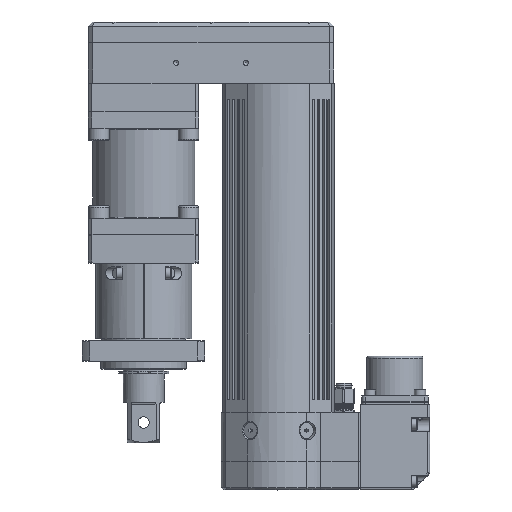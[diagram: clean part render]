
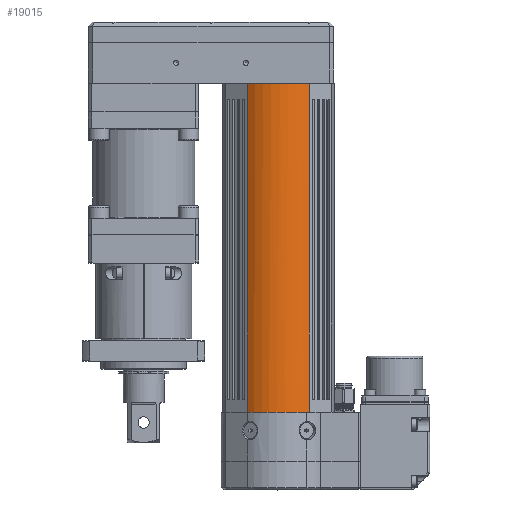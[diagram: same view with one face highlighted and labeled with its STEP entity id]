
A CAD part, top view. The second image highlights one B-rep face of the part: STEP entity #19015.
In plain terms, the highlighted cylindrical face has radius 24.5 mm (diameter 49 mm), a partial arc.
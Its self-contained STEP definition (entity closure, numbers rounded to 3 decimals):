
#2104=FACE_OUTER_BOUND('',#3301,.T.);
#3301=EDGE_LOOP('',(#15844,#15845,#15846,#15847,#15848,#15849));
#3575=CIRCLE('',#19344,24.5);
#3704=CIRCLE('',#19535,24.5);
#4189=CIRCLE('',#20706,24.5);
#4190=CIRCLE('',#20708,24.5);
#4476=LINE('',#27735,#5950);
#5598=LINE('',#33757,#7072);
#5950=VECTOR('',#21341,10.);
#7072=VECTOR('',#25233,10.);
#7465=VERTEX_POINT('',#27694);
#7466=VERTEX_POINT('',#27696);
#7484=VERTEX_POINT('',#27733);
#7779=VERTEX_POINT('',#28544);
#7780=VERTEX_POINT('',#28546);
#8731=VERTEX_POINT('',#33301);
#9223=EDGE_CURVE('',#7465,#7466,#3575,.T.);
#9242=EDGE_CURVE('',#7465,#7484,#4476,.T.);
#9604=EDGE_CURVE('',#7779,#7780,#3704,.T.);
#11197=EDGE_CURVE('',#7780,#7484,#4189,.T.);
#11198=EDGE_CURVE('',#7466,#8731,#4190,.T.);
#11255=EDGE_CURVE('',#8731,#7779,#5598,.T.);
#15844=ORIENTED_EDGE('',*,*,#11255,.F.);
#15845=ORIENTED_EDGE('',*,*,#11198,.F.);
#15846=ORIENTED_EDGE('',*,*,#9223,.F.);
#15847=ORIENTED_EDGE('',*,*,#9242,.T.);
#15848=ORIENTED_EDGE('',*,*,#11197,.F.);
#15849=ORIENTED_EDGE('',*,*,#9604,.F.);
#17099=CYLINDRICAL_SURFACE('',#20749,24.5);
#19015=ADVANCED_FACE('',(#2104),#17099,.T.);
#19344=AXIS2_PLACEMENT_3D('',#27697,#21312,#21313);
#19535=AXIS2_PLACEMENT_3D('',#28547,#21913,#21914);
#20706=AXIS2_PLACEMENT_3D('',#33611,#25131,#25132);
#20708=AXIS2_PLACEMENT_3D('',#33613,#25135,#25136);
#20749=AXIS2_PLACEMENT_3D('',#33778,#25265,#25266);
#21312=DIRECTION('center_axis',(0.,-1.,0.));
#21313=DIRECTION('ref_axis',(0.616,0.,0.788));
#21341=DIRECTION('',(0.,1.,0.));
#21913=DIRECTION('center_axis',(0.,1.,0.));
#21914=DIRECTION('ref_axis',(-0.616,0.,-0.788));
#25131=DIRECTION('center_axis',(0.,1.,0.));
#25132=DIRECTION('ref_axis',(0.616,0.,-0.788));
#25135=DIRECTION('center_axis',(0.,-1.,0.));
#25136=DIRECTION('ref_axis',(0.616,0.,0.788));
#25233=DIRECTION('',(0.,1.,0.));
#25265=DIRECTION('center_axis',(0.,-1.,0.));
#25266=DIRECTION('ref_axis',(-0.616,0.,-0.788));
#27694=CARTESIAN_POINT('',(81.084,-25.,19.306));
#27696=CARTESIAN_POINT('',(79.955,-25.,20.137));
#27697=CARTESIAN_POINT('Origin',(66.,-25.,0.));
#27733=CARTESIAN_POINT('',(81.084,136.,19.306));
#27735=CARTESIAN_POINT('',(81.084,128.,19.306));
#28544=CARTESIAN_POINT('',(50.916,136.,19.306));
#28546=CARTESIAN_POINT('',(78.726,136.,20.935));
#28547=CARTESIAN_POINT('Origin',(66.,136.,0.));
#33301=CARTESIAN_POINT('',(50.916,-25.,19.306));
#33611=CARTESIAN_POINT('Origin',(66.,136.,0.));
#33613=CARTESIAN_POINT('Origin',(66.,-25.,0.));
#33757=CARTESIAN_POINT('',(50.916,128.,19.306));
#33778=CARTESIAN_POINT('Origin',(66.,128.,0.));
